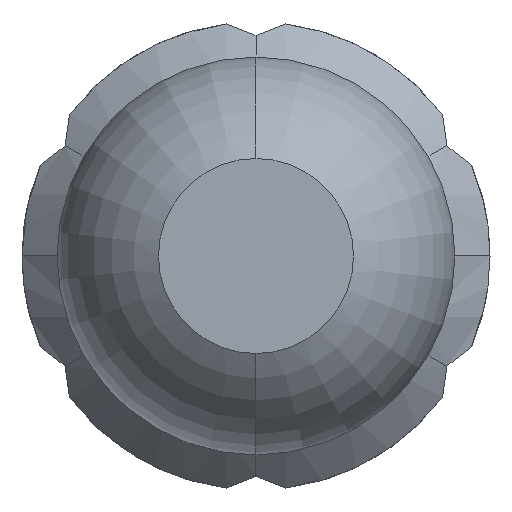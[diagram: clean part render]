
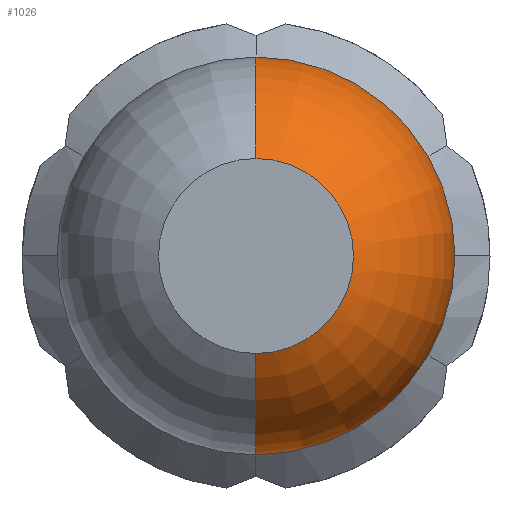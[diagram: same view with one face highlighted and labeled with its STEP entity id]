
A CAD part, front view. The second image highlights one B-rep face of the part: STEP entity #1026.
In plain terms, the highlighted toroidal (fillet/blend) face has major radius 0.01 mm and minor radius 0.5 mm.
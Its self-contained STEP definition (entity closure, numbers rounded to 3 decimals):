
#178 = CARTESIAN_POINT ( 'NONE',  ( 0., -26.961, 0.01 ) ) ;
#237 = VERTEX_POINT ( 'NONE', #3917 ) ;
#281 = EDGE_CURVE ( 'Defeature ausgef�hrt1_27+Defeature ausgef�hrt1_5+Defeature ausgef�hrt1_5+Defeature ausgef�hrt1_5', #2049, #1593, #2822, .T. ) ;
#285 = AXIS2_PLACEMENT_3D ( 'NONE', #747, #2880, #2819 ) ;
#338 = DIRECTION ( 'NONE',  ( 0., 1., 0. ) ) ;
#491 = DIRECTION ( 'NONE',  ( 0., 0., 1. ) ) ;
#528 = FACE_OUTER_BOUND ( 'NONE', #717, .T. ) ;
#677 = DIRECTION ( 'NONE',  ( 0., 0., 1. ) ) ;
#717 = EDGE_LOOP ( 'NONE', ( #2834, #2582, #758, #1968 ) ) ;
#747 = CARTESIAN_POINT ( 'NONE',  ( 0., -27.4, 0. ) ) ;
#758 = ORIENTED_EDGE ( 'NONE', *, *, #3346, .F. ) ;
#765 = DIRECTION ( 'NONE',  ( 0., 1., 0. ) ) ;
#785 = DIRECTION ( 'NONE',  ( -1., 0., 0. ) ) ;
#903 = AXIS2_PLACEMENT_3D ( 'NONE', #3208, #765, #1284 ) ;
#943 = CIRCLE ( 'NONE', #998, 0.5 ) ;
#998 = AXIS2_PLACEMENT_3D ( 'NONE', #3951, #2162, #2416 ) ;
#1026 = ADVANCED_FACE ( 'Defeature ausgef�hrt1_5', ( #528 ), #2071, .T. ) ;
#1085 = CARTESIAN_POINT ( 'NONE',  ( 0., -26.961, 0.51 ) ) ;
#1284 = DIRECTION ( 'NONE',  ( 0., 0., 1. ) ) ;
#1457 = AXIS2_PLACEMENT_3D ( 'NONE', #2813, #338, #677 ) ;
#1463 = CARTESIAN_POINT ( 'NONE',  ( 0., -27.4, 0.25 ) ) ;
#1593 = VERTEX_POINT ( 'NONE', #1463 ) ;
#1812 = CIRCLE ( 'NONE', #1953, 0.5 ) ;
#1953 = AXIS2_PLACEMENT_3D ( 'NONE', #178, #785, #491 ) ;
#1957 = EDGE_CURVE ( 'NONE', #1593, #3348, #1812, .T. ) ;
#1968 = ORIENTED_EDGE ( 'NONE', *, *, #1957, .F. ) ;
#2049 = VERTEX_POINT ( 'NONE', #3752 ) ;
#2071 = TOROIDAL_SURFACE ( 'NONE', #1457, 0.01, 0.5 ) ;
#2162 = DIRECTION ( 'NONE',  ( 1., 0., 0. ) ) ;
#2239 = CIRCLE ( 'NONE', #903, 0.51 ) ;
#2348 = EDGE_CURVE ( 'NONE', #2049, #237, #943, .T. ) ;
#2416 = DIRECTION ( 'NONE',  ( 0., 0., -1. ) ) ;
#2582 = ORIENTED_EDGE ( 'NONE', *, *, #2348, .T. ) ;
#2813 = CARTESIAN_POINT ( 'NONE',  ( 0., -26.961, 0. ) ) ;
#2819 = DIRECTION ( 'NONE',  ( 0., 0., -1. ) ) ;
#2822 = CIRCLE ( 'NONE', #285, 0.25 ) ;
#2834 = ORIENTED_EDGE ( 'NONE', *, *, #281, .F. ) ;
#2880 = DIRECTION ( 'NONE',  ( 0., -1., 0. ) ) ;
#3208 = CARTESIAN_POINT ( 'NONE',  ( 0., -26.961, 0. ) ) ;
#3346 = EDGE_CURVE ( 'Defeature ausgef�hrt1_6+Defeature ausgef�hrt1_5+Defeature ausgef�hrt1_5+Defeature ausgef�hrt1_5', #3348, #237, #2239, .T. ) ;
#3348 = VERTEX_POINT ( 'NONE', #1085 ) ;
#3752 = CARTESIAN_POINT ( 'NONE',  ( 0., -27.4, -0.25 ) ) ;
#3917 = CARTESIAN_POINT ( 'NONE',  ( 0., -26.961, -0.51 ) ) ;
#3951 = CARTESIAN_POINT ( 'NONE',  ( 0., -26.961, -0.01 ) ) ;
